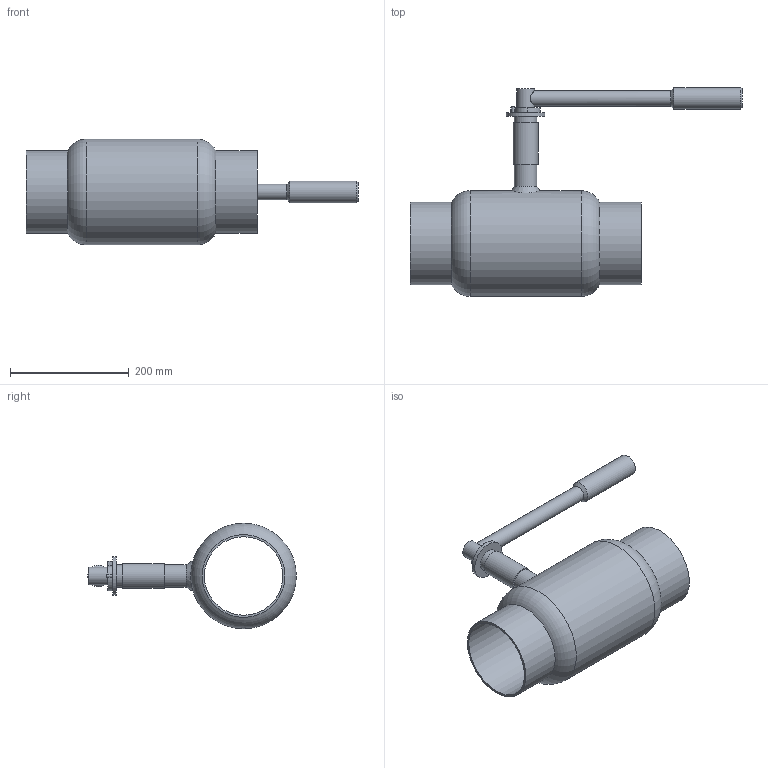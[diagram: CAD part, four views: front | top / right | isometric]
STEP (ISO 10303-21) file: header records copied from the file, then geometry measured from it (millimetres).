
FILE_DESCRIPTION(/* description */ (''),/* implementation_level */ '2;1');
FILE_NAME(/* name */ 'VM4700 - DN125.stp',/* time_stamp */ '2020-02-26T14:32:20+05:00',/* author */ ('abhijit_kelkar'),/* organization */ (''),/* preprocessor_version */ 'ST-DEVELOPER v18',/* originating_system */ 'Autodesk Inventor 2020',/* authorisation */ '');
FILE_SCHEMA (('AUTOMOTIVE_DESIGN { 1 0 10303 214 3 1 1 }'));
Length unit declared in the file: millimetre
Products named in the file (1): VALVE 125
Bounding box: 560 x 352 x 178 mm (x, y, z)
Volume: 3275402.1 mm3; surface area: 430948.7 mm2
Topology: 1 solids, 1 shells, 31 faces, 85 edges, 63 vertices
Faces by surface type: cylinder 14, plane 12, cone 3, torus 2
Full cylindrical faces by diameter (mm): 4 x1, 26 x1, 30 x1, 36 x1, 38 x2, 42 x1, 65 x1, 132.5 x1, 139.7 x2, 178 x1
Entity records: 1207 total; most frequent: CARTESIAN_POINT 305, DIRECTION 200, ORIENTED_EDGE 170, AXIS2_PLACEMENT_3D 88, EDGE_CURVE 85, VERTEX_POINT 63, CIRCLE 56, EDGE_LOOP 40
